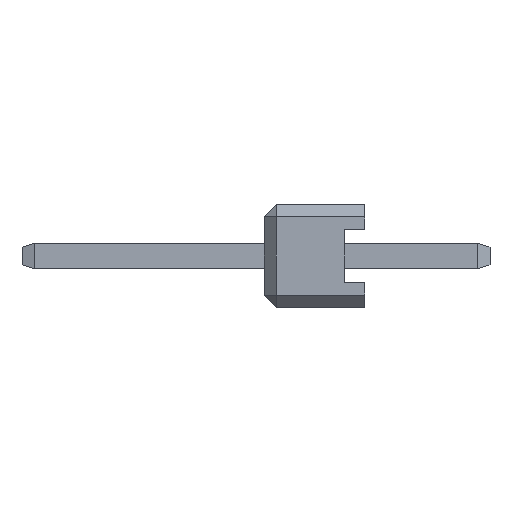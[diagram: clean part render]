
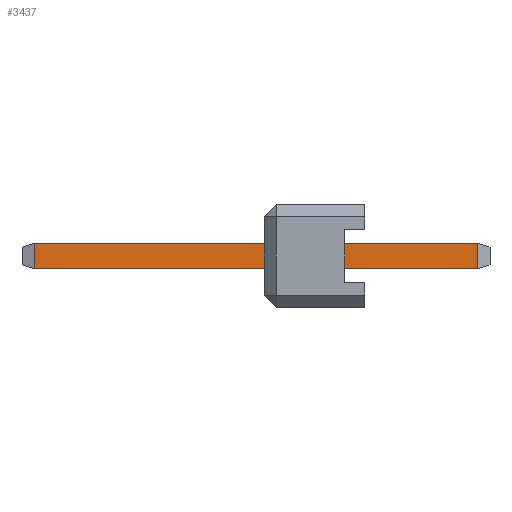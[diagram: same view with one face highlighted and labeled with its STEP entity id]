
A CAD part, left-side view. The second image highlights one B-rep face of the part: STEP entity #3437.
In plain terms, the highlighted planar face has unit normal (-1, 0, 0).
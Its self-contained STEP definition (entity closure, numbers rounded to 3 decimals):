
#3047 = PLANE('',#3048);
#3048 = AXIS2_PLACEMENT_3D('',#3049,#3050,#3051);
#3049 = CARTESIAN_POINT('',(-4.08,-2.95,-0.16));
#3050 = DIRECTION('',(-0.949,-0.316,0.));
#3051 = DIRECTION('',(0.,0.,1.));
#3072 = VERTEX_POINT('',#3073);
#3073 = CARTESIAN_POINT('',(-4.13,-2.8,0.32));
#3099 = EDGE_CURVE('',#3072,#3100,#3102,.T.);
#3100 = VERTEX_POINT('',#3101);
#3101 = CARTESIAN_POINT('',(-4.13,-2.8,-0.32));
#3102 = SURFACE_CURVE('',#3103,(#3107,#3114),.PCURVE_S1.);
#3103 = LINE('',#3104,#3105);
#3104 = CARTESIAN_POINT('',(-4.13,-2.8,-0.16));
#3105 = VECTOR('',#3106,1.);
#3106 = DIRECTION('',(0.,0.,-1.));
#3107 = PCURVE('',#3047,#3108);
#3108 = DEFINITIONAL_REPRESENTATION('',(#3109),#3113);
#3109 = LINE('',#3110,#3111);
#3110 = CARTESIAN_POINT('',(0.,0.158));
#3111 = VECTOR('',#3112,1.);
#3112 = DIRECTION('',(-1.,0.));
#3113 = ( GEOMETRIC_REPRESENTATION_CONTEXT(2) 
PARAMETRIC_REPRESENTATION_CONTEXT() REPRESENTATION_CONTEXT('2D SPACE',''
  ) );
#3114 = PCURVE('',#3115,#3120);
#3115 = PLANE('',#3116);
#3116 = AXIS2_PLACEMENT_3D('',#3117,#3118,#3119);
#3117 = CARTESIAN_POINT('',(-4.13,2.5,-0.32));
#3118 = DIRECTION('',(-1.,0.,0.));
#3119 = DIRECTION('',(0.,0.,1.));
#3120 = DEFINITIONAL_REPRESENTATION('',(#3121),#3125);
#3121 = LINE('',#3122,#3123);
#3122 = CARTESIAN_POINT('',(0.16,-5.3));
#3123 = VECTOR('',#3124,1.);
#3124 = DIRECTION('',(-1.,0.));
#3125 = ( GEOMETRIC_REPRESENTATION_CONTEXT(2) 
PARAMETRIC_REPRESENTATION_CONTEXT() REPRESENTATION_CONTEXT('2D SPACE',''
  ) );
#3221 = PLANE('',#3222);
#3222 = AXIS2_PLACEMENT_3D('',#3223,#3224,#3225);
#3223 = CARTESIAN_POINT('',(-4.13,2.5,0.32));
#3224 = DIRECTION('',(0.,0.,1.));
#3225 = DIRECTION('',(1.,0.,0.));
#3327 = PLANE('',#3328);
#3328 = AXIS2_PLACEMENT_3D('',#3329,#3330,#3331);
#3329 = CARTESIAN_POINT('',(-3.49,2.5,-0.32));
#3330 = DIRECTION('',(0.,0.,-1.));
#3331 = DIRECTION('',(-1.,0.,0.));
#3366 = EDGE_CURVE('',#3100,#3367,#3369,.T.);
#3367 = VERTEX_POINT('',#3368);
#3368 = CARTESIAN_POINT('',(-4.13,8.2,-0.32));
#3369 = SURFACE_CURVE('',#3370,(#3374,#3381),.PCURVE_S1.);
#3370 = LINE('',#3371,#3372);
#3371 = CARTESIAN_POINT('',(-4.13,2.5,-0.32));
#3372 = VECTOR('',#3373,1.);
#3373 = DIRECTION('',(0.,1.,0.));
#3374 = PCURVE('',#3327,#3375);
#3375 = DEFINITIONAL_REPRESENTATION('',(#3376),#3380);
#3376 = LINE('',#3377,#3378);
#3377 = CARTESIAN_POINT('',(0.64,0.));
#3378 = VECTOR('',#3379,1.);
#3379 = DIRECTION('',(0.,1.));
#3380 = ( GEOMETRIC_REPRESENTATION_CONTEXT(2) 
PARAMETRIC_REPRESENTATION_CONTEXT() REPRESENTATION_CONTEXT('2D SPACE',''
  ) );
#3381 = PCURVE('',#3115,#3382);
#3382 = DEFINITIONAL_REPRESENTATION('',(#3383),#3387);
#3383 = LINE('',#3384,#3385);
#3384 = CARTESIAN_POINT('',(0.,0.));
#3385 = VECTOR('',#3386,1.);
#3386 = DIRECTION('',(0.,1.));
#3387 = ( GEOMETRIC_REPRESENTATION_CONTEXT(2) 
PARAMETRIC_REPRESENTATION_CONTEXT() REPRESENTATION_CONTEXT('2D SPACE',''
  ) );
#3437 = ADVANCED_FACE('',(#3438),#3115,.T.);
#3438 = FACE_BOUND('',#3439,.T.);
#3439 = EDGE_LOOP('',(#3440,#3441,#3464,#3490));
#3440 = ORIENTED_EDGE('',*,*,#3099,.F.);
#3441 = ORIENTED_EDGE('',*,*,#3442,.T.);
#3442 = EDGE_CURVE('',#3072,#3443,#3445,.T.);
#3443 = VERTEX_POINT('',#3444);
#3444 = CARTESIAN_POINT('',(-4.13,8.2,0.32));
#3445 = SURFACE_CURVE('',#3446,(#3450,#3457),.PCURVE_S1.);
#3446 = LINE('',#3447,#3448);
#3447 = CARTESIAN_POINT('',(-4.13,2.5,0.32));
#3448 = VECTOR('',#3449,1.);
#3449 = DIRECTION('',(0.,1.,0.));
#3450 = PCURVE('',#3115,#3451);
#3451 = DEFINITIONAL_REPRESENTATION('',(#3452),#3456);
#3452 = LINE('',#3453,#3454);
#3453 = CARTESIAN_POINT('',(0.64,0.));
#3454 = VECTOR('',#3455,1.);
#3455 = DIRECTION('',(0.,1.));
#3456 = ( GEOMETRIC_REPRESENTATION_CONTEXT(2) 
PARAMETRIC_REPRESENTATION_CONTEXT() REPRESENTATION_CONTEXT('2D SPACE',''
  ) );
#3457 = PCURVE('',#3221,#3458);
#3458 = DEFINITIONAL_REPRESENTATION('',(#3459),#3463);
#3459 = LINE('',#3460,#3461);
#3460 = CARTESIAN_POINT('',(0.,0.));
#3461 = VECTOR('',#3462,1.);
#3462 = DIRECTION('',(0.,1.));
#3463 = ( GEOMETRIC_REPRESENTATION_CONTEXT(2) 
PARAMETRIC_REPRESENTATION_CONTEXT() REPRESENTATION_CONTEXT('2D SPACE',''
  ) );
#3464 = ORIENTED_EDGE('',*,*,#3465,.F.);
#3465 = EDGE_CURVE('',#3367,#3443,#3466,.T.);
#3466 = SURFACE_CURVE('',#3467,(#3471,#3478),.PCURVE_S1.);
#3467 = LINE('',#3468,#3469);
#3468 = CARTESIAN_POINT('',(-4.13,8.2,-0.16));
#3469 = VECTOR('',#3470,1.);
#3470 = DIRECTION('',(0.,0.,1.));
#3471 = PCURVE('',#3115,#3472);
#3472 = DEFINITIONAL_REPRESENTATION('',(#3473),#3477);
#3473 = LINE('',#3474,#3475);
#3474 = CARTESIAN_POINT('',(0.16,5.7));
#3475 = VECTOR('',#3476,1.);
#3476 = DIRECTION('',(1.,0.));
#3477 = ( GEOMETRIC_REPRESENTATION_CONTEXT(2) 
PARAMETRIC_REPRESENTATION_CONTEXT() REPRESENTATION_CONTEXT('2D SPACE',''
  ) );
#3478 = PCURVE('',#3479,#3484);
#3479 = PLANE('',#3480);
#3480 = AXIS2_PLACEMENT_3D('',#3481,#3482,#3483);
#3481 = CARTESIAN_POINT('',(-4.08,8.35,-0.16));
#3482 = DIRECTION('',(-0.949,0.316,0.));
#3483 = DIRECTION('',(0.,0.,1.));
#3484 = DEFINITIONAL_REPRESENTATION('',(#3485),#3489);
#3485 = LINE('',#3486,#3487);
#3486 = CARTESIAN_POINT('',(0.,-0.158));
#3487 = VECTOR('',#3488,1.);
#3488 = DIRECTION('',(1.,0.));
#3489 = ( GEOMETRIC_REPRESENTATION_CONTEXT(2) 
PARAMETRIC_REPRESENTATION_CONTEXT() REPRESENTATION_CONTEXT('2D SPACE',''
  ) );
#3490 = ORIENTED_EDGE('',*,*,#3366,.F.);
